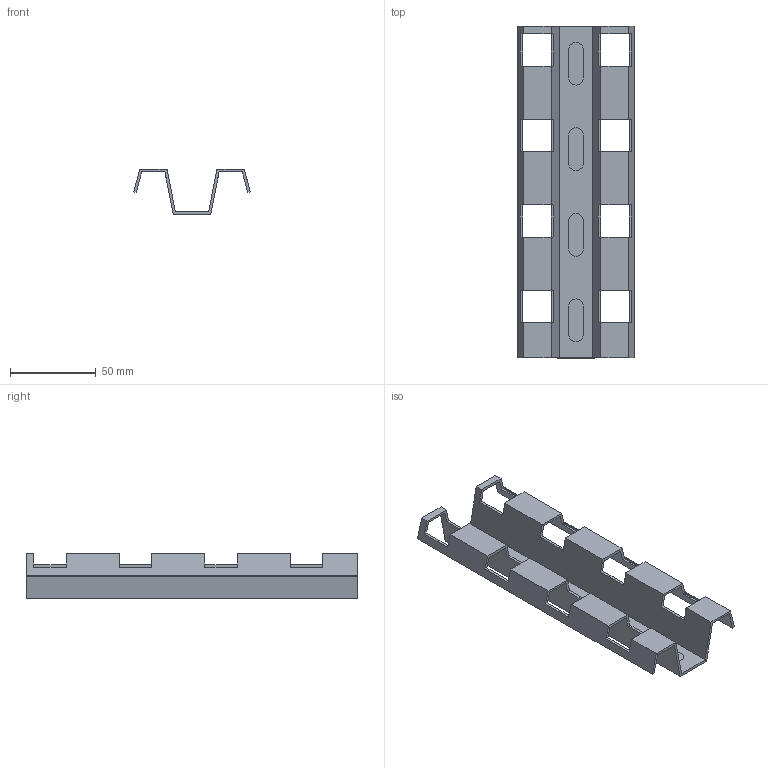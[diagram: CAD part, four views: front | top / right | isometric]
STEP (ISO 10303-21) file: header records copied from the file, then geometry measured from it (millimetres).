
FILE_DESCRIPTION(/* description */ (''),/* implementation_level */ '2;1');
FILE_NAME(/* name */ '013200.stp',/* time_stamp */ '2024-01-03T10:49:07+01:00',/* author */ ('bonnaudn'),/* organization */ (''),/* preprocessor_version */ 'ST-DEVELOPER v19.2',/* originating_system */ 'AutoCAD Mechanical',/* authorisation */ '');
FILE_SCHEMA (('AUTOMOTIVE_DESIGN { 1 0 10303 214 3 1 1 }'));
Length unit declared in the file: millimetre
Products named in the file (1): Product
Bounding box: 68.09 x 194 x 26.45 mm (x, y, z)
Volume: 30033.2 mm3; surface area: 43934.3 mm2
Topology: 1 solids, 9 shells, 78 faces, 284 edges, 200 vertices
Faces by surface type: plane 78
Entity records: 3065 total; most frequent: CARTESIAN_POINT 563, ORIENTED_EDGE 536, DIRECTION 458, EDGE_CURVE 284, LINE 268, VECTOR 268, VERTEX_POINT 200, AXIS2_PLACEMENT_3D 95
